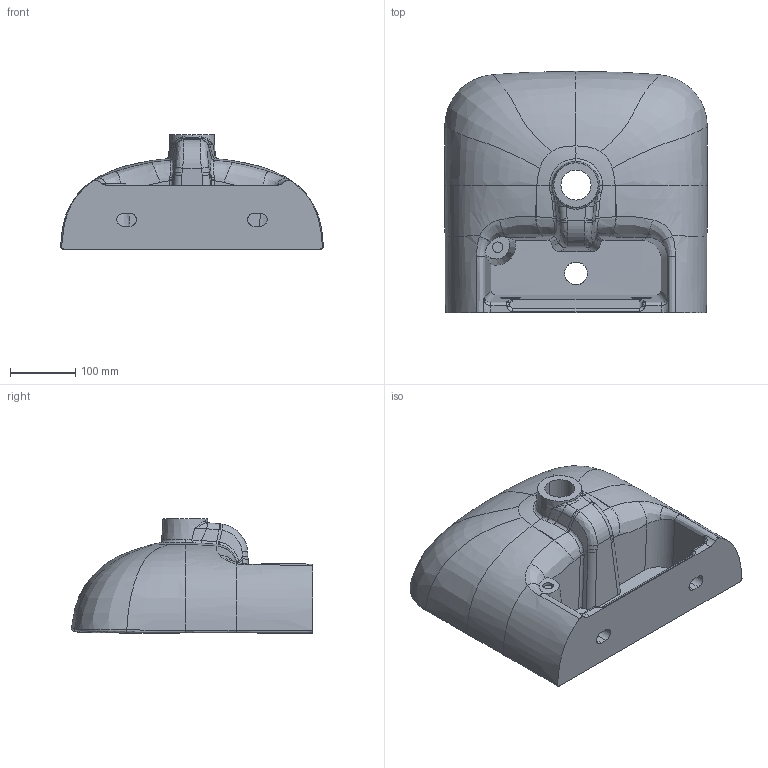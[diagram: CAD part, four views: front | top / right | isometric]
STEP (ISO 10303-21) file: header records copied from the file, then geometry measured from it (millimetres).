
FILE_DESCRIPTION((''),'2;1');
FILE_NAME('8040G','2020-04-02T',('Administrator'),('Globeunion.com'),'PRO/ENGINEER BY PARAMETRIC TECHNOLOGY CORPORATION, 2010100','PRO/ENGINEER BY PARAMETRIC TECHNOLOGY CORPORATION, 2010100','');
FILE_SCHEMA(('CONFIG_CONTROL_DESIGN'));
Length unit declared in the file: millimetre
Products named in the file (1): 8040G
Bounding box: 402.23 x 369.32 x 175 mm (x, y, z)
Volume: 5840640.4 mm3; surface area: 541640.2 mm2
Topology: 1 solids, 1 shells, 180 faces, 447 edges, 269 vertices
Faces by surface type: bspline 106, cylinder 38, plane 25, cone 5, torus 4, sphere 2
Entity records: 13607 total; most frequent: CARTESIAN_POINT 10294, ORIENTED_EDGE 890, EDGE_CURVE 445, DIRECTION 340, B_SPLINE_CURVE_WITH_KNOTS 305, VERTEX_POINT 269, EDGE_LOOP 190, FACE_OUTER_BOUND 180
